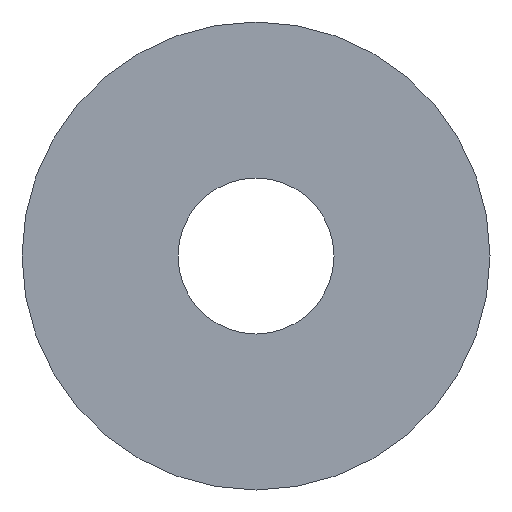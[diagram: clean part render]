
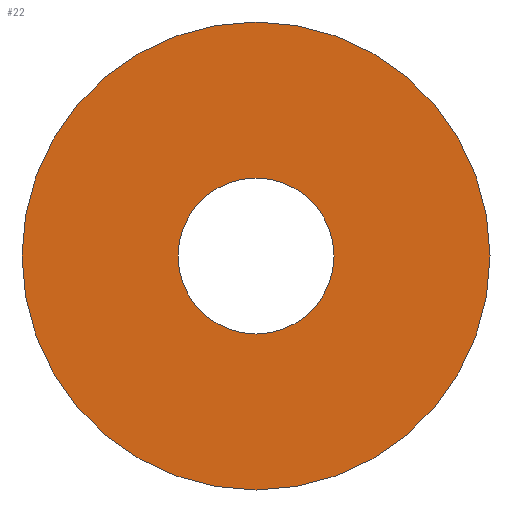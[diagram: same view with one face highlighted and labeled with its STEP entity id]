
A CAD part, front view. The second image highlights one B-rep face of the part: STEP entity #22.
In plain terms, the highlighted planar face has unit normal (0, -1, 0).
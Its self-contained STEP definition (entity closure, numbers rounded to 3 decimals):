
#19 = EDGE_CURVE ( 'NONE', #72, #93, #236, .T. ) ;
#22 = ADVANCED_FACE ( 'NONE', ( #119, #140 ), #128, .F. ) ;
#25 = EDGE_CURVE ( 'NONE', #93, #72, #46, .T. ) ;
#26 = EDGE_CURVE ( 'NONE', #84, #70, #39, .T. ) ;
#31 = EDGE_CURVE ( 'NONE', #70, #84, #48, .T. ) ;
#37 = AXIS2_PLACEMENT_3D ( 'NONE', #173, #174, #179 ) ;
#39 = CIRCLE ( 'NONE', #59, 7. ) ;
#46 = CIRCLE ( 'NONE', #60, 21. ) ;
#48 = CIRCLE ( 'NONE', #37, 7. ) ;
#51 = AXIS2_PLACEMENT_3D ( 'NONE', #150, #151, #142 ) ;
#59 = AXIS2_PLACEMENT_3D ( 'NONE', #134, #141, #177 ) ;
#60 = AXIS2_PLACEMENT_3D ( 'NONE', #123, #124, #127 ) ;
#70 = VERTEX_POINT ( 'NONE', #200 ) ;
#72 = VERTEX_POINT ( 'NONE', #181 ) ;
#75 = ORIENTED_EDGE ( 'NONE', *, *, #31, .T. ) ;
#84 = VERTEX_POINT ( 'NONE', #201 ) ;
#87 = ORIENTED_EDGE ( 'NONE', *, *, #26, .T. ) ;
#89 = ORIENTED_EDGE ( 'NONE', *, *, #25, .F. ) ;
#93 = VERTEX_POINT ( 'NONE', #190 ) ;
#100 = EDGE_LOOP ( 'NONE', ( #107, #89 ) ) ;
#107 = ORIENTED_EDGE ( 'NONE', *, *, #19, .F. ) ;
#108 = EDGE_LOOP ( 'NONE', ( #87, #75 ) ) ;
#119 = FACE_OUTER_BOUND ( 'NONE', #100, .T. ) ;
#123 = CARTESIAN_POINT ( 'NONE',  ( 0., 0., 0. ) ) ;
#124 = DIRECTION ( 'NONE',  ( 0., 1., 0. ) ) ;
#127 = DIRECTION ( 'NONE',  ( 0., 0., 1. ) ) ;
#128 = PLANE ( 'NONE',  #51 ) ;
#134 = CARTESIAN_POINT ( 'NONE',  ( 0., 0., 0. ) ) ;
#137 = CARTESIAN_POINT ( 'NONE',  ( 0., 0., 0. ) ) ;
#140 = FACE_BOUND ( 'NONE', #108, .T. ) ;
#141 = DIRECTION ( 'NONE',  ( 0., 1., 0. ) ) ;
#142 = DIRECTION ( 'NONE',  ( 0., 0., 1. ) ) ;
#147 = DIRECTION ( 'NONE',  ( 0., 1., 0. ) ) ;
#150 = CARTESIAN_POINT ( 'NONE',  ( 0., 0., 0. ) ) ;
#151 = DIRECTION ( 'NONE',  ( 0., 1., 0. ) ) ;
#155 = DIRECTION ( 'NONE',  ( 0., 0., 1. ) ) ;
#173 = CARTESIAN_POINT ( 'NONE',  ( 0., 0., 0. ) ) ;
#174 = DIRECTION ( 'NONE',  ( 0., 1., 0. ) ) ;
#177 = DIRECTION ( 'NONE',  ( 0., 0., 1. ) ) ;
#179 = DIRECTION ( 'NONE',  ( 0., 0., 1. ) ) ;
#181 = CARTESIAN_POINT ( 'NONE',  ( 0., 0., -21. ) ) ;
#190 = CARTESIAN_POINT ( 'NONE',  ( 0., 0., 21. ) ) ;
#200 = CARTESIAN_POINT ( 'NONE',  ( 0., 0., 7. ) ) ;
#201 = CARTESIAN_POINT ( 'NONE',  ( 0., 0., -7. ) ) ;
#236 = CIRCLE ( 'NONE', #244, 21. ) ;
#244 = AXIS2_PLACEMENT_3D ( 'NONE', #137, #147, #155 ) ;
